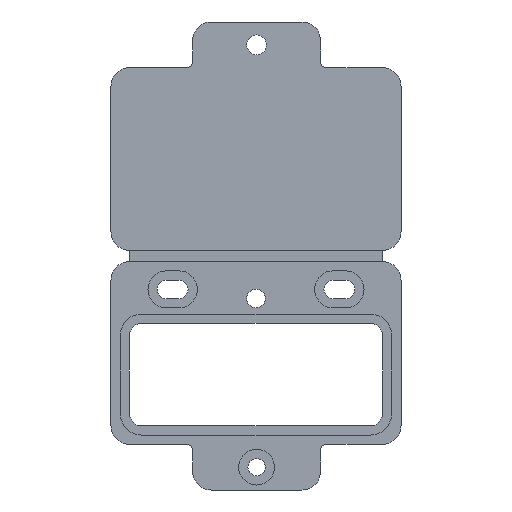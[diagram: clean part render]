
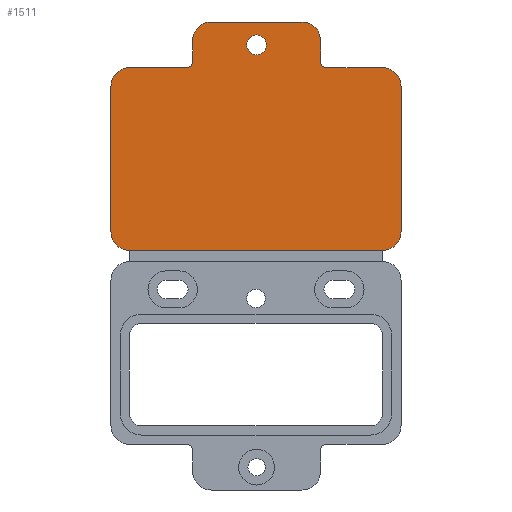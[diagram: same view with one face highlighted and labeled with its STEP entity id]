
A CAD part, front view. The second image highlights one B-rep face of the part: STEP entity #1511.
In plain terms, the highlighted planar face has unit normal (0, -1, 0).
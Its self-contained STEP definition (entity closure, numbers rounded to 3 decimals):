
#31=FACE_BOUND('',#251,.T.);
#74=PLANE('',#1679);
#154=FACE_OUTER_BOUND('',#250,.T.);
#250=EDGE_LOOP('',(#1378,#1379,#1380,#1381,#1382,#1383,#1384,#1385,#1386,
#1387,#1388,#1389,#1390,#1391,#1392,#1393));
#251=EDGE_LOOP('',(#1394));
#363=LINE('',#2478,#504);
#367=LINE('',#2490,#508);
#371=LINE('',#2502,#512);
#375=LINE('',#2514,#516);
#379=LINE('',#2526,#520);
#383=LINE('',#2538,#524);
#387=LINE('',#2550,#528);
#391=LINE('',#2562,#532);
#504=VECTOR('',#2035,10.);
#508=VECTOR('',#2047,10.);
#512=VECTOR('',#2059,10.);
#516=VECTOR('',#2071,10.);
#520=VECTOR('',#2083,10.);
#524=VECTOR('',#2095,10.);
#528=VECTOR('',#2107,10.);
#532=VECTOR('',#2119,10.);
#539=CIRCLE('',#1535,1.6);
#593=CIRCLE('',#1649,3.);
#595=CIRCLE('',#1653,3.);
#597=CIRCLE('',#1657,1.);
#599=CIRCLE('',#1661,3.);
#601=CIRCLE('',#1665,3.);
#603=CIRCLE('',#1669,1.);
#605=CIRCLE('',#1673,3.);
#607=CIRCLE('',#1677,3.);
#613=VERTEX_POINT('',#2148);
#720=VERTEX_POINT('',#2475);
#721=VERTEX_POINT('',#2477);
#723=VERTEX_POINT('',#2483);
#725=VERTEX_POINT('',#2489);
#727=VERTEX_POINT('',#2495);
#729=VERTEX_POINT('',#2501);
#731=VERTEX_POINT('',#2507);
#733=VERTEX_POINT('',#2513);
#735=VERTEX_POINT('',#2519);
#737=VERTEX_POINT('',#2525);
#739=VERTEX_POINT('',#2531);
#741=VERTEX_POINT('',#2537);
#743=VERTEX_POINT('',#2543);
#745=VERTEX_POINT('',#2549);
#747=VERTEX_POINT('',#2555);
#749=VERTEX_POINT('',#2561);
#758=EDGE_CURVE('',#613,#613,#539,.T.);
#919=EDGE_CURVE('',#721,#720,#363,.T.);
#922=EDGE_CURVE('',#723,#721,#593,.T.);
#925=EDGE_CURVE('',#725,#723,#367,.T.);
#928=EDGE_CURVE('',#727,#725,#595,.T.);
#931=EDGE_CURVE('',#729,#727,#371,.T.);
#934=EDGE_CURVE('',#731,#729,#597,.T.);
#937=EDGE_CURVE('',#733,#731,#375,.T.);
#940=EDGE_CURVE('',#735,#733,#599,.T.);
#943=EDGE_CURVE('',#737,#735,#379,.T.);
#946=EDGE_CURVE('',#739,#737,#601,.T.);
#949=EDGE_CURVE('',#741,#739,#383,.T.);
#952=EDGE_CURVE('',#743,#741,#603,.T.);
#955=EDGE_CURVE('',#745,#743,#387,.T.);
#958=EDGE_CURVE('',#747,#745,#605,.T.);
#961=EDGE_CURVE('',#749,#747,#391,.T.);
#964=EDGE_CURVE('',#720,#749,#607,.T.);
#1378=ORIENTED_EDGE('',*,*,#919,.T.);
#1379=ORIENTED_EDGE('',*,*,#964,.T.);
#1380=ORIENTED_EDGE('',*,*,#961,.T.);
#1381=ORIENTED_EDGE('',*,*,#958,.T.);
#1382=ORIENTED_EDGE('',*,*,#955,.T.);
#1383=ORIENTED_EDGE('',*,*,#952,.T.);
#1384=ORIENTED_EDGE('',*,*,#949,.T.);
#1385=ORIENTED_EDGE('',*,*,#946,.T.);
#1386=ORIENTED_EDGE('',*,*,#943,.T.);
#1387=ORIENTED_EDGE('',*,*,#940,.T.);
#1388=ORIENTED_EDGE('',*,*,#937,.T.);
#1389=ORIENTED_EDGE('',*,*,#934,.T.);
#1390=ORIENTED_EDGE('',*,*,#931,.T.);
#1391=ORIENTED_EDGE('',*,*,#928,.T.);
#1392=ORIENTED_EDGE('',*,*,#925,.T.);
#1393=ORIENTED_EDGE('',*,*,#922,.T.);
#1394=ORIENTED_EDGE('',*,*,#758,.T.);
#1511=ADVANCED_FACE('',(#154,#31),#74,.F.);
#1535=AXIS2_PLACEMENT_3D('',#2150,#1703,#1704);
#1649=AXIS2_PLACEMENT_3D('',#2484,#2041,#2042);
#1653=AXIS2_PLACEMENT_3D('',#2496,#2053,#2054);
#1657=AXIS2_PLACEMENT_3D('',#2508,#2065,#2066);
#1661=AXIS2_PLACEMENT_3D('',#2520,#2077,#2078);
#1665=AXIS2_PLACEMENT_3D('',#2532,#2089,#2090);
#1669=AXIS2_PLACEMENT_3D('',#2544,#2101,#2102);
#1673=AXIS2_PLACEMENT_3D('',#2556,#2113,#2114);
#1677=AXIS2_PLACEMENT_3D('',#2566,#2125,#2126);
#1679=AXIS2_PLACEMENT_3D('',#2568,#2129,#2130);
#1703=DIRECTION('center_axis',(0.,1.,0.));
#1704=DIRECTION('ref_axis',(-1.,0.,0.));
#2035=DIRECTION('',(1.,0.,0.));
#2041=DIRECTION('center_axis',(0.,-1.,0.));
#2042=DIRECTION('ref_axis',(0.,0.,-1.));
#2047=DIRECTION('',(0.,0.,-1.));
#2053=DIRECTION('center_axis',(0.,-1.,0.));
#2054=DIRECTION('ref_axis',(-1.,0.,0.));
#2059=DIRECTION('',(-1.,0.,0.));
#2065=DIRECTION('center_axis',(0.,1.,0.));
#2066=DIRECTION('ref_axis',(1.,0.,0.));
#2071=DIRECTION('',(0.,0.,-1.));
#2077=DIRECTION('center_axis',(0.,-1.,0.));
#2078=DIRECTION('ref_axis',(-1.,0.,0.));
#2083=DIRECTION('',(-1.,0.,0.));
#2089=DIRECTION('center_axis',(0.,-1.,0.));
#2090=DIRECTION('ref_axis',(0.,0.,1.));
#2095=DIRECTION('',(0.,0.,1.));
#2101=DIRECTION('center_axis',(0.,1.,0.));
#2102=DIRECTION('ref_axis',(0.,0.,-1.));
#2107=DIRECTION('',(-1.,0.,0.));
#2113=DIRECTION('center_axis',(0.,-1.,0.));
#2114=DIRECTION('ref_axis',(0.,0.,1.));
#2119=DIRECTION('',(0.,0.,1.));
#2125=DIRECTION('center_axis',(0.,-1.,0.));
#2126=DIRECTION('ref_axis',(1.,0.,0.));
#2129=DIRECTION('center_axis',(0.,1.,0.));
#2130=DIRECTION('ref_axis',(1.,0.,0.));
#2148=CARTESIAN_POINT('',(25.2,-2.,64.7));
#2150=CARTESIAN_POINT('Origin',(23.6,-2.,64.7));
#2475=CARTESIAN_POINT('',(44.,-2.,31.4));
#2477=CARTESIAN_POINT('',(3.,-2.,31.4));
#2478=CARTESIAN_POINT('',(3.,-2.,31.4));
#2483=CARTESIAN_POINT('',(0.,-2.,34.4));
#2484=CARTESIAN_POINT('Origin',(3.,-2.,34.4));
#2489=CARTESIAN_POINT('',(0.,-2.,58.));
#2490=CARTESIAN_POINT('',(0.,-2.,58.));
#2495=CARTESIAN_POINT('',(3.,-2.,61.));
#2496=CARTESIAN_POINT('Origin',(3.,-2.,58.));
#2501=CARTESIAN_POINT('',(12.25,-2.,61.));
#2502=CARTESIAN_POINT('',(12.25,-2.,61.));
#2507=CARTESIAN_POINT('',(13.25,-2.,62.));
#2508=CARTESIAN_POINT('Origin',(12.25,-2.,62.));
#2513=CARTESIAN_POINT('',(13.25,-2.,65.4));
#2514=CARTESIAN_POINT('',(13.25,-2.,65.4));
#2519=CARTESIAN_POINT('',(16.25,-2.,68.4));
#2520=CARTESIAN_POINT('Origin',(16.25,-2.,65.4));
#2525=CARTESIAN_POINT('',(30.95,-2.,68.4));
#2526=CARTESIAN_POINT('',(23.6,-2.,68.4));
#2531=CARTESIAN_POINT('',(33.95,-2.,65.4));
#2532=CARTESIAN_POINT('Origin',(30.95,-2.,65.4));
#2537=CARTESIAN_POINT('',(33.95,-2.,62.));
#2538=CARTESIAN_POINT('',(33.95,-2.,65.4));
#2543=CARTESIAN_POINT('',(34.95,-2.,61.));
#2544=CARTESIAN_POINT('Origin',(34.95,-2.,62.));
#2549=CARTESIAN_POINT('',(44.,-2.,61.));
#2550=CARTESIAN_POINT('',(34.95,-2.,61.));
#2555=CARTESIAN_POINT('',(47.,-2.,58.));
#2556=CARTESIAN_POINT('Origin',(44.,-2.,58.));
#2561=CARTESIAN_POINT('',(47.,-2.,34.4));
#2562=CARTESIAN_POINT('',(47.,-2.,34.4));
#2566=CARTESIAN_POINT('Origin',(44.,-2.,34.4));
#2568=CARTESIAN_POINT('Origin',(23.5,-2.,30.5));
